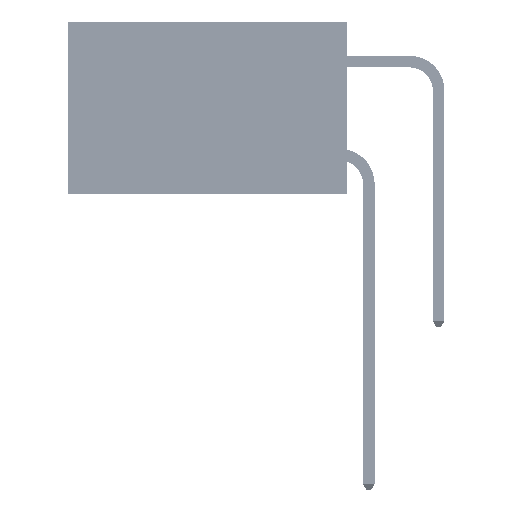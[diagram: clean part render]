
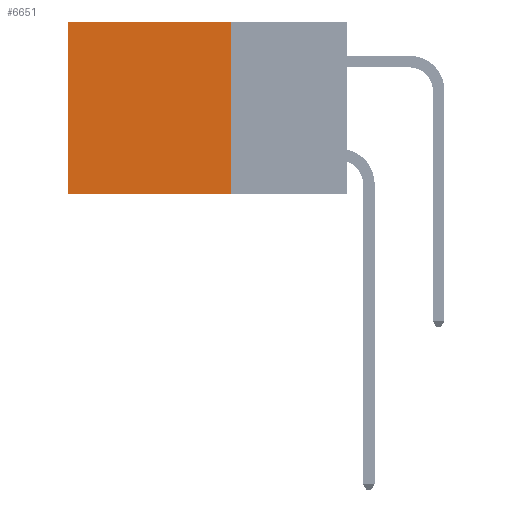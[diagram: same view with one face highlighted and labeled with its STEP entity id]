
A CAD part, left-side view. The second image highlights one B-rep face of the part: STEP entity #6651.
In plain terms, the highlighted planar face has unit normal (-1, 0, 0).
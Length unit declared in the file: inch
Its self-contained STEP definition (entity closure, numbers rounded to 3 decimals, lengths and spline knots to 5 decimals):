
#362 = VECTOR ( 'NONE', #21625, 39.37008 ) ;
#2355 = DIRECTION ( 'NONE',  ( 0., 0., -1. ) ) ;
#2438 = EDGE_CURVE ( 'NONE', #27149, #16328, #35103, .T. ) ;
#3996 = VERTEX_POINT ( 'NONE', #40468 ) ;
#4276 = DIRECTION ( 'NONE',  ( 0., 0., -1. ) ) ;
#6503 = DIRECTION ( 'NONE',  ( 0., 0., -1. ) ) ;
#6651 = ADVANCED_FACE ( 'NONE', ( #10031 ), #9342, .F. ) ;
#9342 = PLANE ( 'NONE',  #31337 ) ;
#10012 = CARTESIAN_POINT ( 'NONE',  ( 0.2875, 0.25, 0. ) ) ;
#10031 = FACE_OUTER_BOUND ( 'NONE', #14984, .T. ) ;
#14984 = EDGE_LOOP ( 'NONE', ( #39830, #44424, #21342, #32488 ) ) ;
#15727 = LINE ( 'NONE', #39974, #43799 ) ;
#16328 = VERTEX_POINT ( 'NONE', #43628 ) ;
#17235 = LINE ( 'NONE', #28631, #362 ) ;
#17391 = DIRECTION ( 'NONE',  ( 0., 1., 0. ) ) ;
#20514 = LINE ( 'NONE', #10012, #27855 ) ;
#21342 = ORIENTED_EDGE ( 'NONE', *, *, #38959, .F. ) ;
#21625 = DIRECTION ( 'NONE',  ( 0., 1., 0. ) ) ;
#23909 = CARTESIAN_POINT ( 'NONE',  ( 0.2875, 0.25, 0. ) ) ;
#26807 = VECTOR ( 'NONE', #17391, 39.37008 ) ;
#26994 = EDGE_CURVE ( 'NONE', #43905, #3996, #17235, .T. ) ;
#27149 = VERTEX_POINT ( 'NONE', #40916 ) ;
#27855 = VECTOR ( 'NONE', #6503, 39.37008 ) ;
#28631 = CARTESIAN_POINT ( 'NONE',  ( 0.2875, 0.25, 0. ) ) ;
#30205 = EDGE_CURVE ( 'NONE', #3996, #16328, #15727, .T. ) ;
#31337 = AXIS2_PLACEMENT_3D ( 'NONE', #45301, #38498, #2355 ) ;
#32488 = ORIENTED_EDGE ( 'NONE', *, *, #26994, .T. ) ;
#35103 = LINE ( 'NONE', #42811, #26807 ) ;
#38498 = DIRECTION ( 'NONE',  ( 1., 0., 0. ) ) ;
#38959 = EDGE_CURVE ( 'NONE', #43905, #27149, #20514, .T. ) ;
#39830 = ORIENTED_EDGE ( 'NONE', *, *, #30205, .T. ) ;
#39974 = CARTESIAN_POINT ( 'NONE',  ( 0.2875, 0.6, 0. ) ) ;
#40468 = CARTESIAN_POINT ( 'NONE',  ( 0.2875, 0.6, 0. ) ) ;
#40916 = CARTESIAN_POINT ( 'NONE',  ( 0.2875, 0.25, -0.37 ) ) ;
#42811 = CARTESIAN_POINT ( 'NONE',  ( 0.2875, 0.25, -0.37 ) ) ;
#43628 = CARTESIAN_POINT ( 'NONE',  ( 0.2875, 0.6, -0.37 ) ) ;
#43799 = VECTOR ( 'NONE', #4276, 39.37008 ) ;
#43905 = VERTEX_POINT ( 'NONE', #23909 ) ;
#44424 = ORIENTED_EDGE ( 'NONE', *, *, #2438, .F. ) ;
#45301 = CARTESIAN_POINT ( 'NONE',  ( 0.2875, 0.25, 0. ) ) ;
